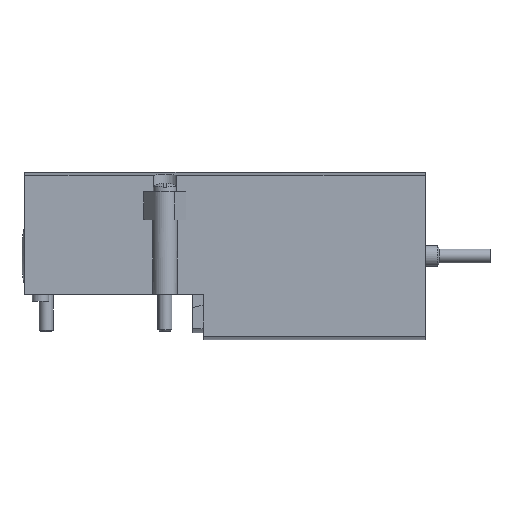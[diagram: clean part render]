
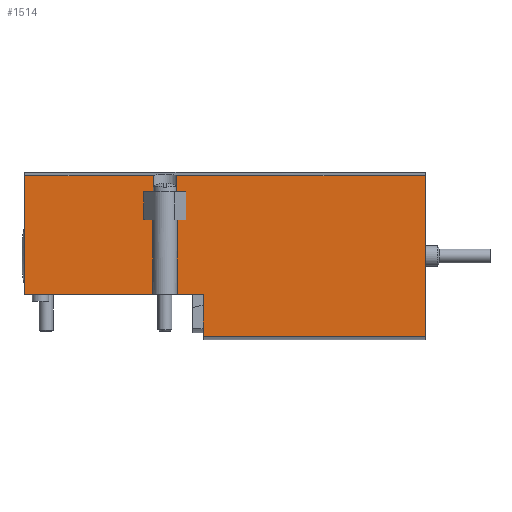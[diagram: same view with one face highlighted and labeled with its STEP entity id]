
A CAD part, top view. The second image highlights one B-rep face of the part: STEP entity #1514.
In plain terms, the highlighted planar face has unit normal (0, 0, 1).
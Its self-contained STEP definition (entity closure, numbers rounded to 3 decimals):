
#185=ORIENTED_EDGE('',*,*,#599,.F.);
#186=ORIENTED_EDGE('',*,*,#616,.T.);
#187=ORIENTED_EDGE('',*,*,#617,.T.);
#188=ORIENTED_EDGE('',*,*,#618,.T.);
#189=ORIENTED_EDGE('',*,*,#619,.T.);
#190=ORIENTED_EDGE('',*,*,#620,.F.);
#191=ORIENTED_EDGE('',*,*,#621,.F.);
#192=ORIENTED_EDGE('',*,*,#622,.F.);
#193=ORIENTED_EDGE('',*,*,#623,.F.);
#194=ORIENTED_EDGE('',*,*,#624,.T.);
#195=ORIENTED_EDGE('',*,*,#625,.T.);
#196=ORIENTED_EDGE('',*,*,#597,.F.);
#197=ORIENTED_EDGE('',*,*,#626,.F.);
#198=ORIENTED_EDGE('',*,*,#627,.T.);
#199=ORIENTED_EDGE('',*,*,#628,.T.);
#597=EDGE_CURVE('',#812,#813,#949,.T.);
#599=EDGE_CURVE('',#814,#809,#950,.T.);
#616=EDGE_CURVE('',#814,#831,#966,.T.);
#617=EDGE_CURVE('',#831,#832,#967,.T.);
#618=EDGE_CURVE('',#832,#833,#968,.T.);
#619=EDGE_CURVE('',#833,#834,#969,.T.);
#620=EDGE_CURVE('',#835,#834,#970,.T.);
#621=EDGE_CURVE('',#836,#835,#971,.T.);
#622=EDGE_CURVE('',#837,#836,#972,.T.);
#623=EDGE_CURVE('',#838,#837,#973,.T.);
#624=EDGE_CURVE('',#838,#839,#974,.T.);
#625=EDGE_CURVE('',#839,#813,#975,.F.);
#626=EDGE_CURVE('',#840,#812,#976,.T.);
#627=EDGE_CURVE('',#840,#841,#977,.T.);
#628=EDGE_CURVE('',#841,#809,#978,.T.);
#809=VERTEX_POINT('',#2333);
#812=VERTEX_POINT('',#2338);
#813=VERTEX_POINT('',#2340);
#814=VERTEX_POINT('',#2342);
#831=VERTEX_POINT('',#2379);
#832=VERTEX_POINT('',#2381);
#833=VERTEX_POINT('',#2383);
#834=VERTEX_POINT('',#2385);
#835=VERTEX_POINT('',#2387);
#836=VERTEX_POINT('',#2389);
#837=VERTEX_POINT('',#2391);
#838=VERTEX_POINT('',#2393);
#839=VERTEX_POINT('',#2395);
#840=VERTEX_POINT('',#2398);
#841=VERTEX_POINT('',#2400);
#949=LINE('',#2339,#1083);
#950=LINE('',#2343,#1084);
#966=LINE('',#2378,#1100);
#967=LINE('',#2380,#1101);
#968=LINE('',#2382,#1102);
#969=LINE('',#2384,#1103);
#970=LINE('',#2386,#1104);
#971=LINE('',#2388,#1105);
#972=LINE('',#2390,#1106);
#973=LINE('',#2392,#1107);
#974=LINE('',#2394,#1108);
#975=LINE('',#2396,#1109);
#976=LINE('',#2397,#1110);
#977=LINE('',#2399,#1111);
#978=LINE('',#2401,#1112);
#1083=VECTOR('',#1847,1000.);
#1084=VECTOR('',#1850,1000.);
#1100=VECTOR('',#1872,1000.);
#1101=VECTOR('',#1873,1000.);
#1102=VECTOR('',#1874,1000.);
#1103=VECTOR('',#1875,1000.);
#1104=VECTOR('',#1876,1000.);
#1105=VECTOR('',#1877,1000.);
#1106=VECTOR('',#1878,1000.);
#1107=VECTOR('',#1879,1000.);
#1108=VECTOR('',#1880,1000.);
#1109=VECTOR('',#1881,1000.);
#1110=VECTOR('',#1882,1000.);
#1111=VECTOR('',#1883,1000.);
#1112=VECTOR('',#1884,1000.);
#1210=EDGE_LOOP('',(#185,#186,#187,#188,#189,#190,#191,#192,#193,#194,#195,
#196,#197,#198,#199));
#1332=FACE_BOUND('',#1210,.T.);
#1451=PLANE('',#1639);
#1514=ADVANCED_FACE('',(#1332),#1451,.F.);
#1639=AXIS2_PLACEMENT_3D('',#2377,#1870,#1871);
#1847=DIRECTION('',(-1.,0.,0.));
#1850=DIRECTION('',(-1.,0.,0.));
#1870=DIRECTION('',(0.,0.,-1.));
#1871=DIRECTION('',(-1.,0.,0.));
#1872=DIRECTION('',(0.,1.,0.));
#1873=DIRECTION('',(-1.,0.,0.));
#1874=DIRECTION('',(0.,-1.,0.));
#1875=DIRECTION('',(0.,-1.,0.));
#1876=DIRECTION('',(-1.,0.,0.));
#1877=DIRECTION('',(0.,1.,0.));
#1878=DIRECTION('',(-1.,0.,0.));
#1879=DIRECTION('',(0.,-1.,0.));
#1880=DIRECTION('',(-1.,0.,0.));
#1881=DIRECTION('',(0.,1.,0.));
#1882=DIRECTION('',(0.,1.,0.));
#1883=DIRECTION('',(-1.,0.,0.));
#1884=DIRECTION('',(0.,1.,0.));
#2333=CARTESIAN_POINT('',(34.1,42.4,9.));
#2338=CARTESIAN_POINT('',(46.1,42.4,9.));
#2339=CARTESIAN_POINT('',(46.1,42.4,9.));
#2340=CARTESIAN_POINT('',(43.407,42.4,9.));
#2342=CARTESIAN_POINT('',(36.793,42.4,9.));
#2343=CARTESIAN_POINT('',(46.1,42.4,9.));
#2377=CARTESIAN_POINT('',(114.6,47.,9.));
#2378=CARTESIAN_POINT('',(36.793,42.4,9.));
#2379=CARTESIAN_POINT('',(36.793,47.,9.));
#2380=CARTESIAN_POINT('',(114.6,47.,9.));
#2381=CARTESIAN_POINT('',(0.,47.,9.));
#2382=CARTESIAN_POINT('',(0.,47.,9.));
#2383=CARTESIAN_POINT('',(0.,24.,9.));
#2384=CARTESIAN_POINT('',(0.,47.,9.));
#2385=CARTESIAN_POINT('',(0.,13.,9.));
#2386=CARTESIAN_POINT('',(114.6,13.,9.));
#2387=CARTESIAN_POINT('',(51.,13.,9.));
#2388=CARTESIAN_POINT('',(51.,47.,9.));
#2389=CARTESIAN_POINT('',(51.,1.,9.));
#2390=CARTESIAN_POINT('',(114.6,1.,9.));
#2391=CARTESIAN_POINT('',(114.6,1.,9.));
#2392=CARTESIAN_POINT('',(114.6,47.,9.));
#2393=CARTESIAN_POINT('',(114.6,47.,9.));
#2394=CARTESIAN_POINT('',(114.6,47.,9.));
#2395=CARTESIAN_POINT('',(43.407,47.,9.));
#2396=CARTESIAN_POINT('',(43.407,42.4,9.));
#2397=CARTESIAN_POINT('',(46.1,34.4,9.));
#2398=CARTESIAN_POINT('',(46.1,34.4,9.));
#2399=CARTESIAN_POINT('',(46.1,34.4,9.));
#2400=CARTESIAN_POINT('',(34.1,34.4,9.));
#2401=CARTESIAN_POINT('',(34.1,34.4,9.));
